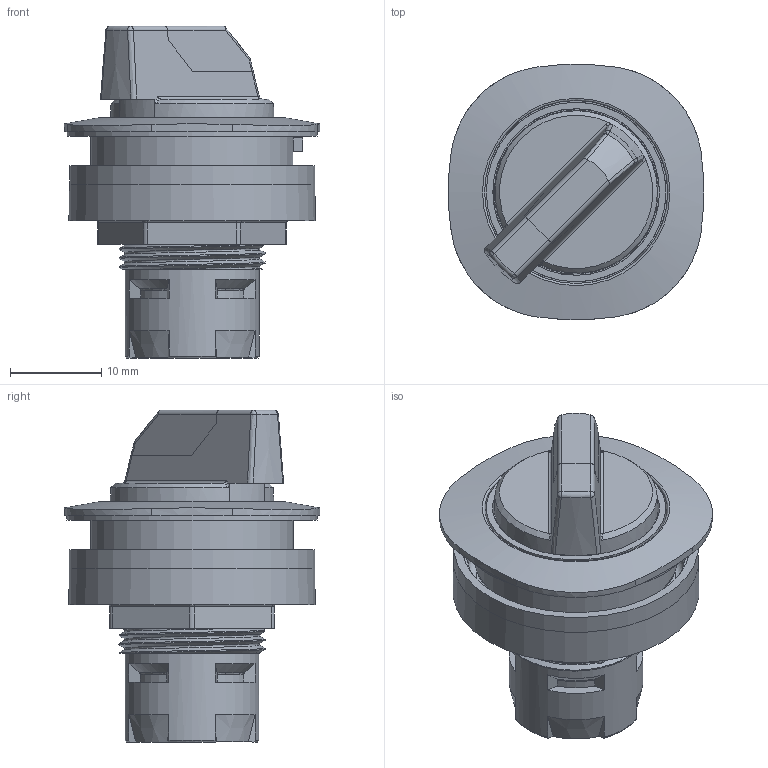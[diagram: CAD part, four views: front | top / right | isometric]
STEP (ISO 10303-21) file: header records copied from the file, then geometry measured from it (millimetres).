
FILE_DESCRIPTION(/* description */ (''),/* implementation_level */ '2;1');
FILE_NAME(/* name */ 'RQJWAL_ipt.stp',/* time_stamp */ '2014-10-22T14:20:31+02:00',/* author */ ('thagel'),/* organization */ (''),/* preprocessor_version */ 'ST-DEVELOPER v15.2',/* originating_system */ 'Autodesk Inventor 2014',/* authorisation */ '');
FILE_SCHEMA (('AUTOMOTIVE_DESIGN { 1 0 10303 214 3 1 1 }'));
Length unit declared in the file: centimetre
Products named in the file (1): 3D-Zeichnungen vereinfacht für Kunden
Bounding box: 27.96 x 27.93 x 36.36 mm (x, y, z)
Volume: 8552.2 mm3; surface area: 7733.9 mm2
Topology: 1 solids, 7 shells, 471 faces, 1264 edges, 809 vertices
Faces by surface type: plane 176, bspline 100, cylinder 99, torus 50, cone 36, sphere 10
Full cylindrical faces by diameter (mm): 12 x1, 12.7 x1, 14.15 x1, 14.4 x1, 14.43 x1, 14.7 x1, 16 x3, 16.5 x1, 18.25 x1, 19.67 x1, 20.05 x1, 22.2 x1, 25 x1, 26.86 x1, 27.4 x1
Entity records: 32264 total; most frequent: CARTESIAN_POINT 20817, ORIENTED_EDGE 2444, DIRECTION 1892, EDGE_CURVE 1210, VERTEX_POINT 786, AXIS2_PLACEMENT_3D 758, EDGE_LOOP 670, ADVANCED_FACE 469
